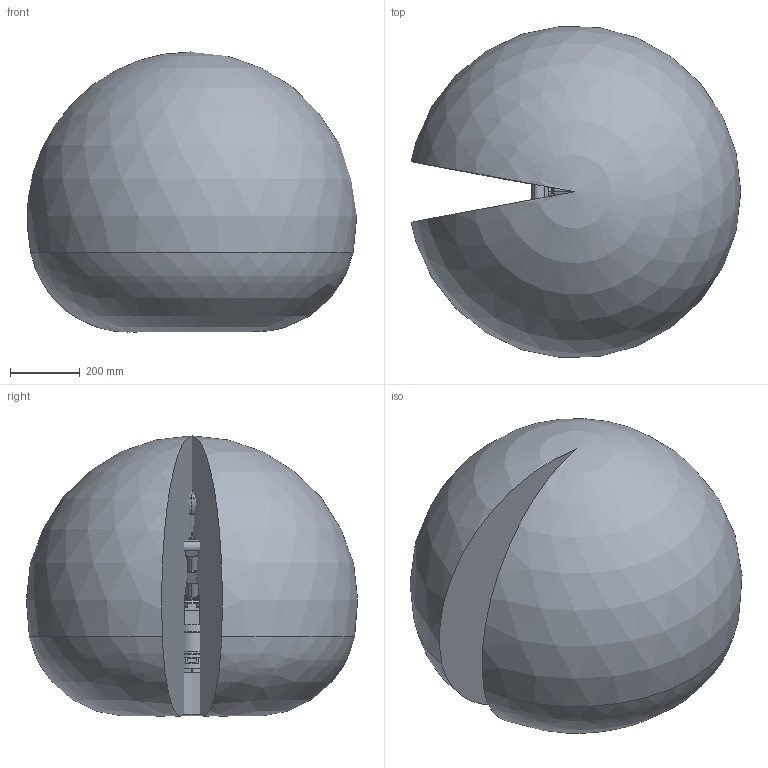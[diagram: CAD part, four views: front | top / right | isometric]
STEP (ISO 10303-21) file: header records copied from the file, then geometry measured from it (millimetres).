
FILE_DESCRIPTION((''),'2;1');
FILE_NAME('KATANA450_6M90B_ASM','2008-09-02T',('rgermann'),(''),'PRO/ENGINEER BY PARAMETRIC TECHNOLOGY CORPORATION, 2008010','PRO/ENGINEER BY PARAMETRIC TECHNOLOGY CORPORATION, 2008010','');
FILE_SCHEMA(('CONFIG_CONTROL_DESIGN'));
Length unit declared in the file: millimetre
Products named in the file (15): JOINT_1; JOINT_2; TUBE_2_3; JOINT_3_TUBE_3_4; JOINT_4; JOINT_6; CAP; COUPLER; ATTACHEMENT; K274; K292; JOINT_6_90_ASM; 230136; VERFAHRWEG_6M90; KATANA450_6M90B_ASM
Assembly tree (17 placements, depth 3):
  KATANA450_6M90B_ASM
    JOINT_1
    JOINT_2
    TUBE_2_3
    JOINT_3_TUBE_3_4
    JOINT_4
    JOINT_6_90_ASM
      JOINT_6
      CAP
      COUPLER
      ATTACHEMENT
      K274
      K292
    230136  x4
    VERFAHRWEG_6M90
Bounding box: 946.83 x 951.8 x 804.83 mm (x, y, z)
Volume: 373382289.1 mm3; surface area: 3773811.8 mm2
Topology: 16 solids, 43 shells, 1136 faces, 2763 edges, 1739 vertices
Faces by surface type: cylinder 455, plane 394, torus 116, cone 78, bspline 59, sphere 34
Entity records: 46043 total; most frequent: CARTESIAN_POINT 20212, DIRECTION 5663, ORIENTED_EDGE 5102, EDGE_CURVE 2563, AXIS2_PLACEMENT_3D 2290, VERTEX_POINT 1643, CIRCLE 1238, EDGE_LOOP 1226
